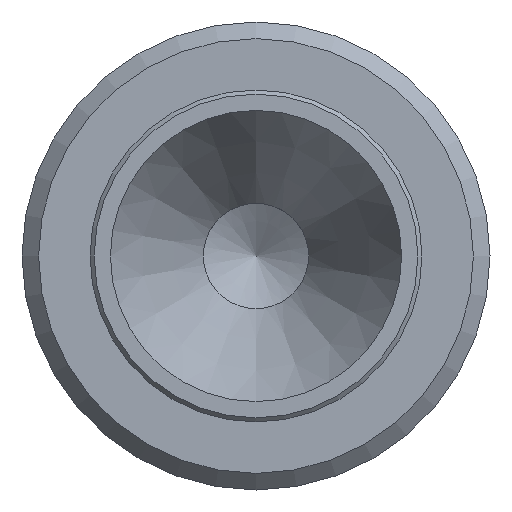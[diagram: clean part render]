
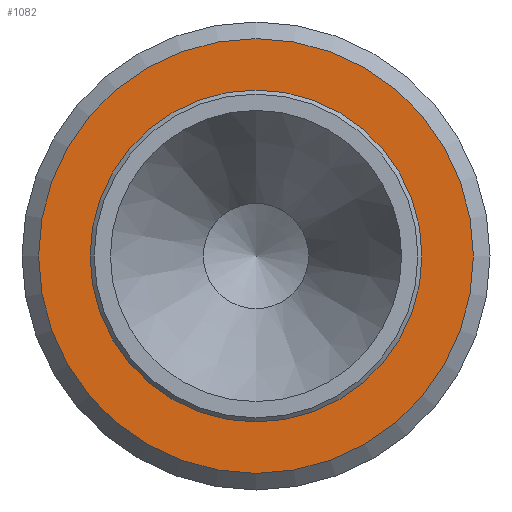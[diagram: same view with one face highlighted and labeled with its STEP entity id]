
A CAD part, front view. The second image highlights one B-rep face of the part: STEP entity #1082.
In plain terms, the highlighted planar face has unit normal (0, -1, 0).
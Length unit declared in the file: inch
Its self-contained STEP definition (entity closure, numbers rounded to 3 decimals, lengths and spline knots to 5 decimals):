
#233 = DIRECTION ( 'NONE',  ( 0., 1., 0. ) ) ;
#386 = VERTEX_POINT ( 'NONE', #1910 ) ;
#588 = DIRECTION ( 'NONE',  ( -1., 0., 0. ) ) ;
#837 = DIRECTION ( 'NONE',  ( 0., 1., 0. ) ) ;
#931 = CARTESIAN_POINT ( 'NONE',  ( -0.02295, 0.17, 0. ) ) ;
#932 = EDGE_CURVE ( 'NONE', #386, #386, #2443, .T. ) ;
#1043 = FACE_OUTER_BOUND ( 'NONE', #3142, .T. ) ;
#1082 = ADVANCED_FACE ( 'NONE', ( #1549, #1043 ), #1259, .T. ) ;
#1259 = PLANE ( 'NONE',  #2539 ) ;
#1380 = VERTEX_POINT ( 'NONE', #931 ) ;
#1539 = DIRECTION ( 'NONE',  ( -1., 0., 0. ) ) ;
#1549 = FACE_BOUND ( 'NONE', #2983, .T. ) ;
#1595 = AXIS2_PLACEMENT_3D ( 'NONE', #1641, #837, #588 ) ;
#1641 = CARTESIAN_POINT ( 'NONE',  ( 0., 0.17, 0. ) ) ;
#1701 = AXIS2_PLACEMENT_3D ( 'NONE', #3231, #233, #1539 ) ;
#1779 = DIRECTION ( 'NONE',  ( 0., -1., 0. ) ) ;
#1810 = DIRECTION ( 'NONE',  ( 1., 0., 0. ) ) ;
#1910 = CARTESIAN_POINT ( 'NONE',  ( -0.05225, 0.17, 0. ) ) ;
#2219 = EDGE_CURVE ( 'NONE', #1380, #1380, #2545, .T. ) ;
#2286 = CARTESIAN_POINT ( 'NONE',  ( -0.02295, 0.17, 0. ) ) ;
#2443 = CIRCLE ( 'NONE', #1701, 0.05225 ) ;
#2502 = ORIENTED_EDGE ( 'NONE', *, *, #2219, .T. ) ;
#2539 = AXIS2_PLACEMENT_3D ( 'NONE', #2286, #1779, #1810 ) ;
#2545 = CIRCLE ( 'NONE', #1595, 0.02295 ) ;
#2983 = EDGE_LOOP ( 'NONE', ( #2502 ) ) ;
#3142 = EDGE_LOOP ( 'NONE', ( #3233 ) ) ;
#3231 = CARTESIAN_POINT ( 'NONE',  ( 0., 0.17, 0. ) ) ;
#3233 = ORIENTED_EDGE ( 'NONE', *, *, #932, .F. ) ;
